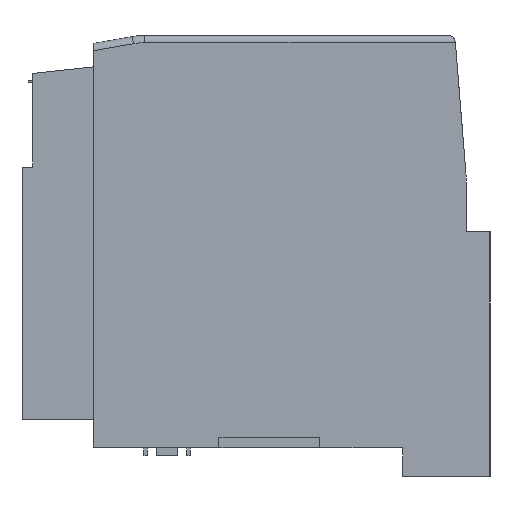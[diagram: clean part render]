
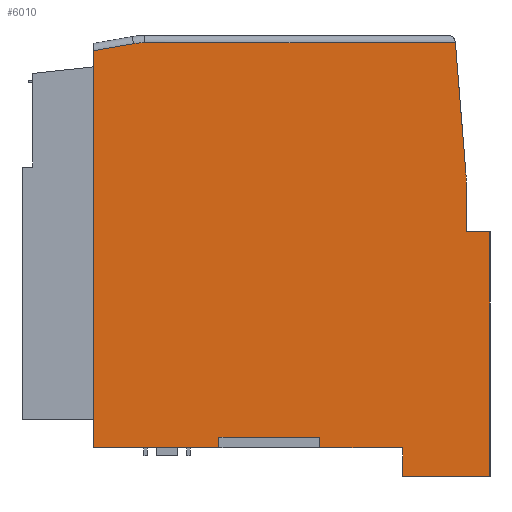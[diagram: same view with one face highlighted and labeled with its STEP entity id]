
A CAD part, left-side view. The second image highlights one B-rep face of the part: STEP entity #6010.
In plain terms, the highlighted planar face has unit normal (-1, 0, 0).
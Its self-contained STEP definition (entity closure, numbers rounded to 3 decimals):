
#152 = CARTESIAN_POINT ( 'NONE',  ( -23.8, -17.09, 0. ) ) ;
#187 = PLANE ( 'NONE',  #12614 ) ;
#285 = DIRECTION ( 'NONE',  ( 0., 0., -1. ) ) ;
#326 = EDGE_CURVE ( 'NONE', #1055, #25681, #1267, .T. ) ;
#468 = LINE ( 'NONE', #22215, #16654 ) ;
#624 = LINE ( 'NONE', #24284, #22419 ) ;
#701 = EDGE_CURVE ( 'NONE', #16788, #25143, #1559, .T. ) ;
#795 = CARTESIAN_POINT ( 'NONE',  ( -23.8, -5.95, 36.791 ) ) ;
#801 = VERTEX_POINT ( 'NONE', #17868 ) ;
#1055 = VERTEX_POINT ( 'NONE', #14079 ) ;
#1267 = LINE ( 'NONE', #25020, #12480 ) ;
#1559 = CIRCLE ( 'NONE', #2008, 20. ) ;
#1576 = CARTESIAN_POINT ( 'NONE',  ( -23.8, -5.55, 1.5 ) ) ;
#1766 = EDGE_CURVE ( 'NONE', #25233, #801, #10925, .T. ) ;
#1938 = CARTESIAN_POINT ( 'NONE',  ( -23.8, -25.95, 57.35 ) ) ;
#2008 = AXIS2_PLACEMENT_3D ( 'NONE', #795, #15563, #2903 ) ;
#2172 = CARTESIAN_POINT ( 'NONE',  ( -23.8, -24.35, 57.35 ) ) ;
#2188 = CARTESIAN_POINT ( 'NONE',  ( -23.8, 18.784, 47.35 ) ) ;
#2234 = ORIENTED_EDGE ( 'NONE', *, *, #11790, .F. ) ;
#2509 = LINE ( 'NONE', #16765, #24325 ) ;
#2829 = ORIENTED_EDGE ( 'NONE', *, *, #11670, .T. ) ;
#2903 = DIRECTION ( 'NONE',  ( 0., 0., -1. ) ) ;
#3444 = AXIS2_PLACEMENT_3D ( 'NONE', #2188, #16976, #4316 ) ;
#3498 = LINE ( 'NONE', #25217, #9131 ) ;
#3675 = VERTEX_POINT ( 'NONE', #22100 ) ;
#3695 = DIRECTION ( 'NONE',  ( 0., 0., -1. ) ) ;
#3849 = VECTOR ( 'NONE', #19287, 1000. ) ;
#3861 = ORIENTED_EDGE ( 'NONE', *, *, #4753, .T. ) ;
#4242 = DIRECTION ( 'NONE',  ( 0., 1., 0. ) ) ;
#4316 = DIRECTION ( 'NONE',  ( 0., 0., -1. ) ) ;
#4753 = EDGE_CURVE ( 'NONE', #3675, #24460, #16957, .T. ) ;
#4885 = ORIENTED_EDGE ( 'NONE', *, *, #21227, .T. ) ;
#6010 = ADVANCED_FACE ( 'NONE', ( #11971 ), #187, .F. ) ;
#6698 = LINE ( 'NONE', #1576, #17934 ) ;
#6879 = DIRECTION ( 'NONE',  ( 0., 0.985, -0.172 ) ) ;
#7144 = EDGE_CURVE ( 'NONE', #21860, #22551, #624, .T. ) ;
#7412 = VERTEX_POINT ( 'NONE', #8853 ) ;
#7465 = CARTESIAN_POINT ( 'NONE',  ( -23.8, -25.95, 36.791 ) ) ;
#8564 = VERTEX_POINT ( 'NONE', #10417 ) ;
#8853 = CARTESIAN_POINT ( 'NONE',  ( -23.8, 18.784, 56.35 ) ) ;
#8994 = VERTEX_POINT ( 'NONE', #18073 ) ;
#9131 = VECTOR ( 'NONE', #4242, 1000. ) ;
#9340 = CARTESIAN_POINT ( 'NONE',  ( -23.8, 8.45, 1.5 ) ) ;
#9723 = EDGE_CURVE ( 'NONE', #8564, #25233, #2509, .T. ) ;
#9863 = ORIENTED_EDGE ( 'NONE', *, *, #16077, .F. ) ;
#10239 = VECTOR ( 'NONE', #26046, 1000. ) ;
#10407 = DIRECTION ( 'NONE',  ( 0., 0., -1. ) ) ;
#10417 = CARTESIAN_POINT ( 'NONE',  ( -23.8, -5.55, 1.5 ) ) ;
#10593 = ORIENTED_EDGE ( 'NONE', *, *, #15742, .T. ) ;
#10761 = EDGE_LOOP ( 'NONE', ( #9863, #4885, #17813, #3861, #19666, #10593, #10877, #23625, #2829, #14279, #25578, #14820, #23335, #17795, #2234, #26418 ) ) ;
#10877 = ORIENTED_EDGE ( 'NONE', *, *, #1766, .F. ) ;
#10925 = LINE ( 'NONE', #23899, #10239 ) ;
#10960 = DIRECTION ( 'NONE',  ( 0., 0., 1. ) ) ;
#11282 = CARTESIAN_POINT ( 'NONE',  ( -23.8, -25.95, 0. ) ) ;
#11329 = VECTOR ( 'NONE', #6879, 1000. ) ;
#11670 = EDGE_CURVE ( 'NONE', #8564, #1055, #6698, .T. ) ;
#11790 = EDGE_CURVE ( 'NONE', #16788, #8994, #26852, .T. ) ;
#11971 = FACE_OUTER_BOUND ( 'NONE', #10761, .T. ) ;
#12252 = LINE ( 'NONE', #17068, #17899 ) ;
#12344 = DIRECTION ( 'NONE',  ( 0., -1., 0. ) ) ;
#12480 = VECTOR ( 'NONE', #12344, 1000. ) ;
#12614 = AXIS2_PLACEMENT_3D ( 'NONE', #25621, #12919, #285 ) ;
#12919 = DIRECTION ( 'NONE',  ( 1., 0., 0. ) ) ;
#13078 = CARTESIAN_POINT ( 'NONE',  ( -23.8, -29.25, 30.05 ) ) ;
#13382 = DIRECTION ( 'NONE',  ( 0., -1., 0. ) ) ;
#13684 = EDGE_CURVE ( 'NONE', #19313, #21860, #25688, .T. ) ;
#14079 = CARTESIAN_POINT ( 'NONE',  ( -23.8, -5.55, 0. ) ) ;
#14279 = ORIENTED_EDGE ( 'NONE', *, *, #326, .T. ) ;
#14287 = EDGE_CURVE ( 'NONE', #24460, #22178, #468, .T. ) ;
#14811 = VECTOR ( 'NONE', #18544, 1000. ) ;
#14820 = ORIENTED_EDGE ( 'NONE', *, *, #7144, .F. ) ;
#14996 = DIRECTION ( 'NONE',  ( 0., 1., 0. ) ) ;
#15563 = DIRECTION ( 'NONE',  ( -1., 0., 0. ) ) ;
#15742 = EDGE_CURVE ( 'NONE', #22178, #801, #16831, .T. ) ;
#15885 = DIRECTION ( 'NONE',  ( 0., 1., 0. ) ) ;
#16077 = EDGE_CURVE ( 'NONE', #18139, #25143, #19122, .T. ) ;
#16654 = VECTOR ( 'NONE', #24338, 1000. ) ;
#16765 = CARTESIAN_POINT ( 'NONE',  ( -23.8, 0., 1.5 ) ) ;
#16788 = VERTEX_POINT ( 'NONE', #7465 ) ;
#16831 = LINE ( 'NONE', #11282, #27409 ) ;
#16957 = LINE ( 'NONE', #26425, #11329 ) ;
#16976 = DIRECTION ( 'NONE',  ( -1., 0., 0. ) ) ;
#17068 = CARTESIAN_POINT ( 'NONE',  ( -23.8, -17.09, -4. ) ) ;
#17701 = EDGE_CURVE ( 'NONE', #19313, #8994, #3498, .T. ) ;
#17769 = CARTESIAN_POINT ( 'NONE',  ( -23.8, -17.09, -4. ) ) ;
#17795 = ORIENTED_EDGE ( 'NONE', *, *, #17701, .T. ) ;
#17813 = ORIENTED_EDGE ( 'NONE', *, *, #25670, .T. ) ;
#17868 = CARTESIAN_POINT ( 'NONE',  ( -23.8, 8.45, 0. ) ) ;
#17899 = VECTOR ( 'NONE', #10960, 1000. ) ;
#17934 = VECTOR ( 'NONE', #3695, 1000. ) ;
#18073 = CARTESIAN_POINT ( 'NONE',  ( -23.8, -25.95, 30.05 ) ) ;
#18139 = VERTEX_POINT ( 'NONE', #25567 ) ;
#18508 = CARTESIAN_POINT ( 'NONE',  ( -23.8, 25.95, 0. ) ) ;
#18544 = DIRECTION ( 'NONE',  ( 0., 1., 0. ) ) ;
#18597 = CARTESIAN_POINT ( 'NONE',  ( -23.8, -29.25, -4. ) ) ;
#18854 = CARTESIAN_POINT ( 'NONE',  ( -23.8, 25.95, 55.235 ) ) ;
#19047 = DIRECTION ( 'NONE',  ( 0., -0.081, -0.997 ) ) ;
#19122 = LINE ( 'NONE', #2172, #24091 ) ;
#19287 = DIRECTION ( 'NONE',  ( 0., 0., -1. ) ) ;
#19313 = VERTEX_POINT ( 'NONE', #27240 ) ;
#19666 = ORIENTED_EDGE ( 'NONE', *, *, #14287, .T. ) ;
#20567 = VECTOR ( 'NONE', #10407, 1000. ) ;
#21227 = EDGE_CURVE ( 'NONE', #18139, #7412, #26084, .T. ) ;
#21860 = VERTEX_POINT ( 'NONE', #18597 ) ;
#22100 = CARTESIAN_POINT ( 'NONE',  ( -23.8, 20.332, 56.216 ) ) ;
#22178 = VERTEX_POINT ( 'NONE', #18508 ) ;
#22215 = CARTESIAN_POINT ( 'NONE',  ( -23.8, 25.95, 57.35 ) ) ;
#22419 = VECTOR ( 'NONE', #15885, 1000. ) ;
#22551 = VERTEX_POINT ( 'NONE', #17769 ) ;
#23335 = ORIENTED_EDGE ( 'NONE', *, *, #13684, .F. ) ;
#23625 = ORIENTED_EDGE ( 'NONE', *, *, #9723, .F. ) ;
#23899 = CARTESIAN_POINT ( 'NONE',  ( -23.8, 8.45, 1.5 ) ) ;
#23915 = CARTESIAN_POINT ( 'NONE',  ( -23.8, -25.885, 38.406 ) ) ;
#24091 = VECTOR ( 'NONE', #19047, 1000. ) ;
#24284 = CARTESIAN_POINT ( 'NONE',  ( -23.8, -17.09, -4. ) ) ;
#24325 = VECTOR ( 'NONE', #14996, 1000. ) ;
#24338 = DIRECTION ( 'NONE',  ( 0., 0., -1. ) ) ;
#24460 = VERTEX_POINT ( 'NONE', #18854 ) ;
#24934 = CARTESIAN_POINT ( 'NONE',  ( -23.8, -25.95, 56.35 ) ) ;
#25020 = CARTESIAN_POINT ( 'NONE',  ( -23.8, -25.95, 0. ) ) ;
#25143 = VERTEX_POINT ( 'NONE', #23915 ) ;
#25217 = CARTESIAN_POINT ( 'NONE',  ( -23.8, -29.25, 30.05 ) ) ;
#25233 = VERTEX_POINT ( 'NONE', #9340 ) ;
#25567 = CARTESIAN_POINT ( 'NONE',  ( -23.8, -24.431, 56.35 ) ) ;
#25578 = ORIENTED_EDGE ( 'NONE', *, *, #25705, .F. ) ;
#25621 = CARTESIAN_POINT ( 'NONE',  ( -23.8, -25.95, 57.35 ) ) ;
#25670 = EDGE_CURVE ( 'NONE', #7412, #3675, #26189, .T. ) ;
#25681 = VERTEX_POINT ( 'NONE', #152 ) ;
#25688 = LINE ( 'NONE', #13078, #3849 ) ;
#25705 = EDGE_CURVE ( 'NONE', #22551, #25681, #12252, .T. ) ;
#26046 = DIRECTION ( 'NONE',  ( 0., 0., -1. ) ) ;
#26084 = LINE ( 'NONE', #24934, #14811 ) ;
#26189 = CIRCLE ( 'NONE', #3444, 9. ) ;
#26418 = ORIENTED_EDGE ( 'NONE', *, *, #701, .T. ) ;
#26425 = CARTESIAN_POINT ( 'NONE',  ( -23.8, -24.773, 64.091 ) ) ;
#26852 = LINE ( 'NONE', #1938, #20567 ) ;
#27240 = CARTESIAN_POINT ( 'NONE',  ( -23.8, -29.25, 30.05 ) ) ;
#27409 = VECTOR ( 'NONE', #13382, 1000. ) ;
